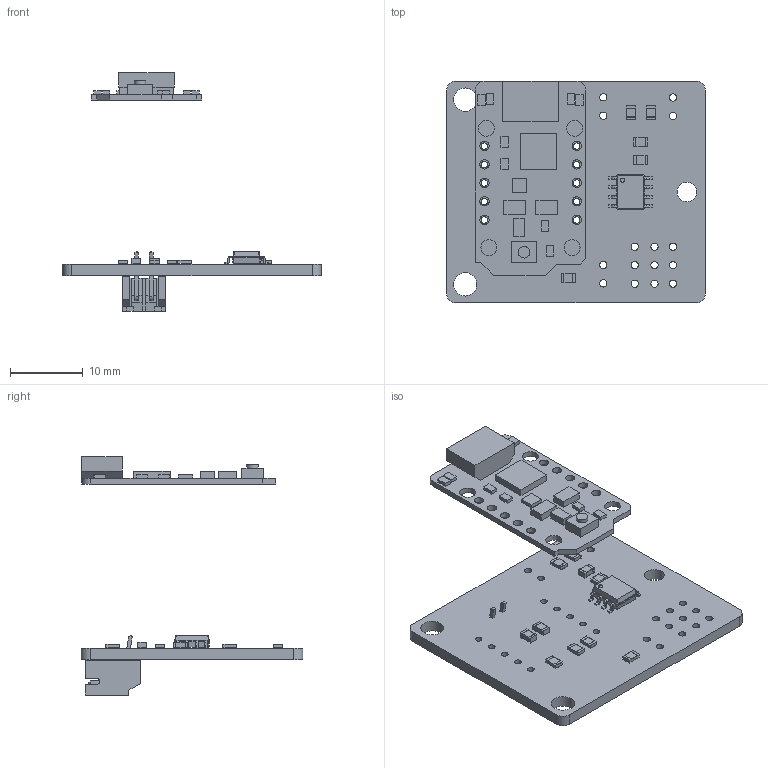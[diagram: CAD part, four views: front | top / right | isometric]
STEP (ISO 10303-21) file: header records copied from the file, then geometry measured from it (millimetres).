
FILE_DESCRIPTION(('KiCad electronic assembly'),'2;1');
FILE_NAME('retro meter v02.stp','2018-09-21T18:58:52',('An Author'),( 'A Company'),'Open CASCADE STEP processor 6.8', 'KiCad to STEP converter','Unknown');
FILE_SCHEMA(('AUTOMOTIVE_DESIGN_CC2 { 1 2 10303 214 -1 1 5 4 }'));
Length unit declared in the file: millimetre
Products named in the file (16): Open CASCADE STEP translator 6.8 1; 3500_Trinket_M0; COMPOUND; Pin_Header_Straight_1x05_Pitch2.54mm; Socket_Strip_Straight_1x05_Pitch2.54mm; C_0805; SOLID; R_0805; SOIC-8_3.9x4.9mm_Pitch1.27mm; Pin_Header_Straight_1x02_Pitch2.54mm; Pin_Header_Straight_1x03_Pitch2.54mm; JST_PH_S2B-PH-K_1x02_P2.00mm_Horizontal
Assembly tree (29 placements, depth 3):
  Open CASCADE STEP translator 6.8 1
    3500_Trinket_M0
      COMPOUND
    Pin_Header_Straight_1x05_Pitch2.54mm  x2
    Socket_Strip_Straight_1x05_Pitch2.54mm  x2
    C_0805  x3
      SOLID
    R_0805  x7
      SOLID
    SOIC-8_3.9x4.9mm_Pitch1.27mm
      SOLID
    Pin_Header_Straight_1x02_Pitch2.54mm  x3
    Pin_Header_Straight_1x03_Pitch2.54mm  x3
    JST_PH_S2B-PH-K_1x02_P2.00mm_Horizontal
      SOLID
    COMPOUND
Bounding box: 35.56 x 30.48 x 32.85 mm (x, y, z)
Volume: 2215.1 mm3; surface area: 4268.9 mm2
Topology: 29 solids, 29 shells, 716 faces, 1879 edges, 1230 vertices
Faces by surface type: plane 504, cylinder 180, bspline 32
Full cylindrical faces by diameter (mm): 0.6 x1, 0.9 x10, 1 x15, 1.27 x10, 1.6 x1, 2.2 x4, 2.7 x1, 3.2 x2
Entity records: 43376 total; most frequent: CARTESIAN_POINT 15735, DIRECTION 4402, LINE 2923, VECTOR 2923, ORIENTED_EDGE 2534, PCURVE 2534, DEFINITIONAL_REPRESENTATION 2534, EDGE_CURVE 1267
